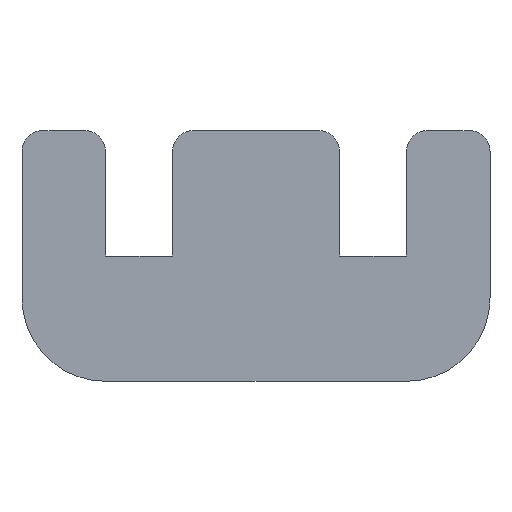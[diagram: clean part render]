
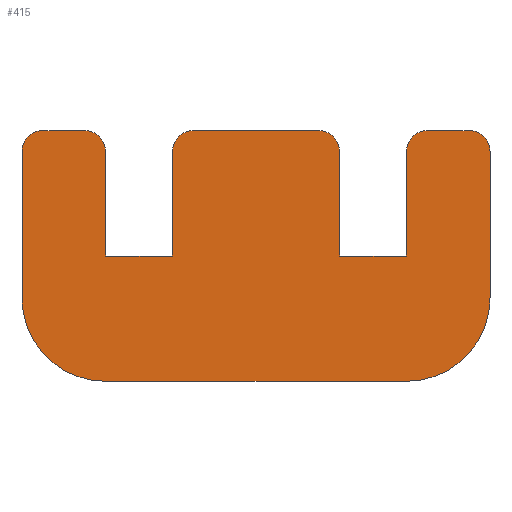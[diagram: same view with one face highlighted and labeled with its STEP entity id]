
A CAD part, left-side view. The second image highlights one B-rep face of the part: STEP entity #415.
In plain terms, the highlighted planar face has unit normal (-1, 0, 0).
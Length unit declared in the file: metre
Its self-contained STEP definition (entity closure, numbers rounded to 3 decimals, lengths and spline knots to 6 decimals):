
#28=CIRCLE('',#459,0.002);
#29=CIRCLE('',#460,0.002);
#30=CIRCLE('',#461,0.0005);
#31=CIRCLE('',#462,0.0005);
#32=CIRCLE('',#463,0.0005);
#33=CIRCLE('',#464,0.0005);
#34=CIRCLE('',#465,0.0005);
#35=CIRCLE('',#466,0.0005);
#104=ORIENTED_EDGE('',*,*,#184,.T.);
#105=ORIENTED_EDGE('',*,*,#208,.T.);
#106=ORIENTED_EDGE('',*,*,#178,.F.);
#107=ORIENTED_EDGE('',*,*,#209,.T.);
#108=ORIENTED_EDGE('',*,*,#174,.F.);
#109=ORIENTED_EDGE('',*,*,#210,.T.);
#110=ORIENTED_EDGE('',*,*,#172,.F.);
#111=ORIENTED_EDGE('',*,*,#211,.T.);
#112=ORIENTED_EDGE('',*,*,#167,.F.);
#113=ORIENTED_EDGE('',*,*,#164,.F.);
#114=ORIENTED_EDGE('',*,*,#162,.F.);
#115=ORIENTED_EDGE('',*,*,#212,.T.);
#116=ORIENTED_EDGE('',*,*,#158,.T.);
#117=ORIENTED_EDGE('',*,*,#213,.T.);
#118=ORIENTED_EDGE('',*,*,#197,.T.);
#119=ORIENTED_EDGE('',*,*,#194,.T.);
#120=ORIENTED_EDGE('',*,*,#192,.T.);
#121=ORIENTED_EDGE('',*,*,#214,.T.);
#122=ORIENTED_EDGE('',*,*,#186,.T.);
#123=ORIENTED_EDGE('',*,*,#215,.T.);
#158=EDGE_CURVE('',#219,#218,#258,.T.);
#162=EDGE_CURVE('',#222,#223,#262,.T.);
#164=EDGE_CURVE('',#223,#224,#264,.T.);
#167=EDGE_CURVE('',#224,#226,#267,.T.);
#172=EDGE_CURVE('',#230,#231,#272,.T.);
#174=EDGE_CURVE('',#232,#233,#274,.T.);
#178=EDGE_CURVE('',#236,#237,#278,.T.);
#184=EDGE_CURVE('',#243,#242,#284,.T.);
#186=EDGE_CURVE('',#244,#245,#286,.T.);
#192=EDGE_CURVE('',#251,#250,#292,.T.);
#194=EDGE_CURVE('',#252,#251,#294,.T.);
#197=EDGE_CURVE('',#254,#252,#297,.T.);
#208=EDGE_CURVE('',#242,#237,#28,.F.);
#209=EDGE_CURVE('',#236,#233,#29,.F.);
#210=EDGE_CURVE('',#232,#231,#30,.F.);
#211=EDGE_CURVE('',#230,#226,#31,.F.);
#212=EDGE_CURVE('',#222,#219,#32,.F.);
#213=EDGE_CURVE('',#218,#254,#33,.F.);
#214=EDGE_CURVE('',#250,#244,#34,.F.);
#215=EDGE_CURVE('',#245,#243,#35,.F.);
#218=VERTEX_POINT('',#603);
#219=VERTEX_POINT('',#605);
#222=VERTEX_POINT('',#612);
#223=VERTEX_POINT('',#614);
#224=VERTEX_POINT('',#618);
#226=VERTEX_POINT('',#624);
#230=VERTEX_POINT('',#633);
#231=VERTEX_POINT('',#635);
#232=VERTEX_POINT('',#639);
#233=VERTEX_POINT('',#640);
#236=VERTEX_POINT('',#648);
#237=VERTEX_POINT('',#649);
#242=VERTEX_POINT('',#660);
#243=VERTEX_POINT('',#662);
#244=VERTEX_POINT('',#666);
#245=VERTEX_POINT('',#667);
#250=VERTEX_POINT('',#678);
#251=VERTEX_POINT('',#680);
#252=VERTEX_POINT('',#684);
#254=VERTEX_POINT('',#690);
#258=LINE('',#604,#302);
#262=LINE('',#613,#306);
#264=LINE('',#617,#308);
#267=LINE('',#623,#311);
#272=LINE('',#634,#316);
#274=LINE('',#638,#318);
#278=LINE('',#647,#322);
#284=LINE('',#661,#328);
#286=LINE('',#665,#330);
#292=LINE('',#679,#336);
#294=LINE('',#683,#338);
#297=LINE('',#689,#341);
#302=VECTOR('',#481,1.);
#306=VECTOR('',#487,1.);
#308=VECTOR('',#491,1.);
#311=VECTOR('',#496,1.);
#316=VECTOR('',#503,1.);
#318=VECTOR('',#507,1.);
#322=VECTOR('',#513,1.);
#328=VECTOR('',#521,1.);
#330=VECTOR('',#525,1.);
#336=VECTOR('',#533,1.);
#338=VECTOR('',#537,1.);
#341=VECTOR('',#542,1.);
#357=EDGE_LOOP('',(#104,#105,#106,#107,#108,#109,#110,#111,#112,#113,#114,
#115,#116,#117,#118,#119,#120,#121,#122,#123));
#379=FACE_BOUND('',#357,.T.);
#401=PLANE('',#458);
#415=ADVANCED_FACE('',(#379),#401,.F.);
#458=AXIS2_PLACEMENT_3D('',#703,#563,#564);
#459=AXIS2_PLACEMENT_3D('',#704,#565,#566);
#460=AXIS2_PLACEMENT_3D('',#705,#567,#568);
#461=AXIS2_PLACEMENT_3D('',#706,#569,#570);
#462=AXIS2_PLACEMENT_3D('',#707,#571,#572);
#463=AXIS2_PLACEMENT_3D('',#708,#573,#574);
#464=AXIS2_PLACEMENT_3D('',#709,#575,#576);
#465=AXIS2_PLACEMENT_3D('',#710,#577,#578);
#466=AXIS2_PLACEMENT_3D('',#711,#579,#580);
#481=DIRECTION('',(0.,1.,0.));
#487=DIRECTION('',(0.,0.,-1.));
#491=DIRECTION('',(0.,-1.,0.));
#496=DIRECTION('',(0.,0.,1.));
#503=DIRECTION('',(0.,-1.,0.));
#507=DIRECTION('',(0.,0.,-1.));
#513=DIRECTION('',(0.,1.,0.));
#521=DIRECTION('',(0.,0.,-1.));
#525=DIRECTION('',(0.,1.,0.));
#533=DIRECTION('',(0.,0.,1.));
#537=DIRECTION('',(0.,1.,0.));
#542=DIRECTION('',(0.,0.,-1.));
#563=DIRECTION('',(1.,0.,0.));
#564=DIRECTION('',(0.,1.,0.));
#565=DIRECTION('',(1.,0.,0.));
#566=DIRECTION('',(0.,0.,-1.));
#567=DIRECTION('',(1.,0.,0.));
#568=DIRECTION('',(0.,0.,-1.));
#569=DIRECTION('',(1.,0.,0.));
#570=DIRECTION('',(0.,0.,-1.));
#571=DIRECTION('',(1.,0.,0.));
#572=DIRECTION('',(0.,0.,-1.));
#573=DIRECTION('',(1.,0.,0.));
#574=DIRECTION('',(0.,0.,-1.));
#575=DIRECTION('',(1.,0.,0.));
#576=DIRECTION('',(0.,0.,-1.));
#577=DIRECTION('',(1.,0.,0.));
#578=DIRECTION('',(0.,0.,-1.));
#579=DIRECTION('',(1.,0.,0.));
#580=DIRECTION('',(0.,0.,-1.));
#603=CARTESIAN_POINT('',(0.,0.0015,0.006));
#604=CARTESIAN_POINT('',(0.,0.001,0.006));
#605=CARTESIAN_POINT('',(0.,-0.0015,0.006));
#612=CARTESIAN_POINT('',(0.,-0.002,0.0055));
#613=CARTESIAN_POINT('',(0.,-0.002,0.0045));
#614=CARTESIAN_POINT('',(0.,-0.002,0.003));
#617=CARTESIAN_POINT('',(0.,-0.0028,0.003));
#618=CARTESIAN_POINT('',(0.,-0.0036,0.003));
#623=CARTESIAN_POINT('',(0.,-0.0036,0.0045));
#624=CARTESIAN_POINT('',(0.,-0.0036,0.0055));
#633=CARTESIAN_POINT('',(0.,-0.0041,0.006));
#634=CARTESIAN_POINT('',(0.,-0.0046,0.006));
#635=CARTESIAN_POINT('',(0.,-0.0051,0.006));
#638=CARTESIAN_POINT('',(0.,-0.0056,0.003));
#639=CARTESIAN_POINT('',(0.,-0.0056,0.0055));
#640=CARTESIAN_POINT('',(0.,-0.0056,0.002));
#647=CARTESIAN_POINT('',(0.,-0.0028,0.));
#648=CARTESIAN_POINT('',(0.,-0.0036,0.));
#649=CARTESIAN_POINT('',(0.,0.0036,0.));
#660=CARTESIAN_POINT('',(0.,0.0056,0.002));
#661=CARTESIAN_POINT('',(0.,0.0056,0.003));
#662=CARTESIAN_POINT('',(0.,0.0056,0.0055));
#665=CARTESIAN_POINT('',(0.,0.0046,0.006));
#666=CARTESIAN_POINT('',(0.,0.0041,0.006));
#667=CARTESIAN_POINT('',(0.,0.0051,0.006));
#678=CARTESIAN_POINT('',(0.,0.0036,0.0055));
#679=CARTESIAN_POINT('',(0.,0.0036,0.0045));
#680=CARTESIAN_POINT('',(0.,0.0036,0.003));
#683=CARTESIAN_POINT('',(0.,0.0028,0.003));
#684=CARTESIAN_POINT('',(0.,0.002,0.003));
#689=CARTESIAN_POINT('',(0.,0.002,0.0045));
#690=CARTESIAN_POINT('',(0.,0.002,0.0055));
#703=CARTESIAN_POINT('',(0.,0.,0.003));
#704=CARTESIAN_POINT('',(0.,0.0036,0.002));
#705=CARTESIAN_POINT('',(0.,-0.0036,0.002));
#706=CARTESIAN_POINT('',(0.,-0.0051,0.0055));
#707=CARTESIAN_POINT('',(0.,-0.0041,0.0055));
#708=CARTESIAN_POINT('',(0.,-0.0015,0.0055));
#709=CARTESIAN_POINT('',(0.,0.0015,0.0055));
#710=CARTESIAN_POINT('',(0.,0.0041,0.0055));
#711=CARTESIAN_POINT('',(0.,0.0051,0.0055));
